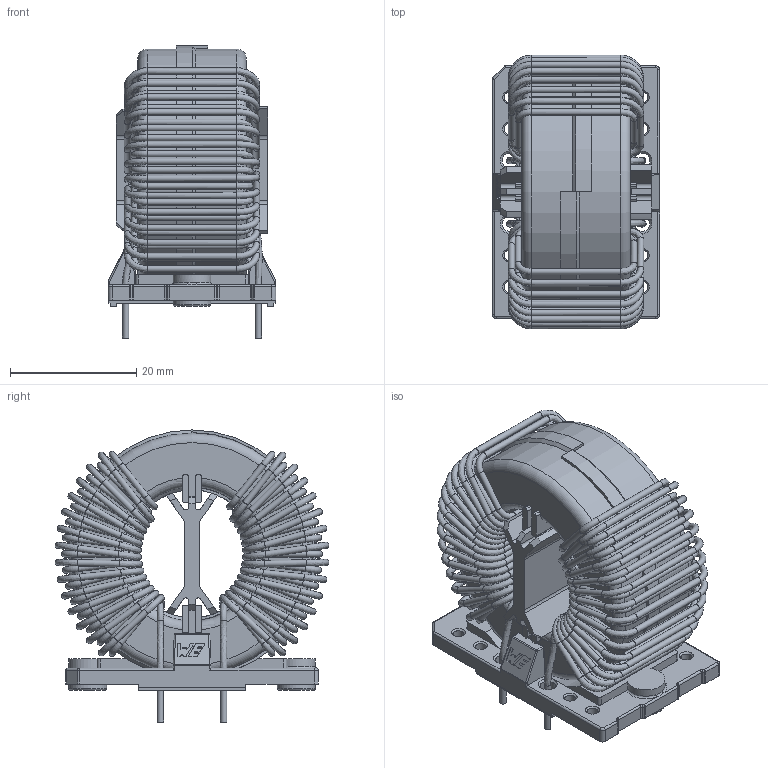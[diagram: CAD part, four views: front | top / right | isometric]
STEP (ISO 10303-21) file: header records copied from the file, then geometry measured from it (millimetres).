
FILE_DESCRIPTION(/* description */ ('Unknown'),/* implementation_level */ '2;1');
FILE_NAME(/* name */ 'L_Wurth_WE-CMBHV-XXL_744831016164',/* time_stamp */ '2025-09-08T17:28:13+08:00',/* author */ ('Unknown'),/* organization */ ('Unknown'),/* preprocessor_version */ 'ST-DEVELOPER v19.4',/* originating_system */ 'Solid Edge',/* authorisation */ 'Unknown');
FILE_SCHEMA (('AUTOMOTIVE_DESIGN {1 0 10303 214 3 1 1}'));
Length unit declared in the file: millimetre
Products named in the file (2): L_Wurth_WE-CMBHV-XXL_744831016164
Assembly tree (1 placements, depth 2):
  L_Wurth_WE-CMBHV-XXL_744831016164
    L_Wurth_WE-CMBHV-XXL_744831016164
Bounding box: 26.5 x 43.31 x 46.2 mm (x, y, z)
Volume: 11087.4 mm3; surface area: 25918.2 mm2
Topology: 6 solids, 6 shells, 892 faces, 2056 edges, 1186 vertices
Faces by surface type: cylinder 397, plane 193, torus 133, bspline 127, cone 24, sphere 18
Full cylindrical faces by diameter (mm): 1 x240, 1.7 x8, 2.4 x4, 6 x2, 22.85 x2, 36.6 x2, 38.2 x2
Entity records: 39046 total; most frequent: CARTESIAN_POINT 18374, DIRECTION 3360, ORIENTED_EDGE 3016, EDGE_CURVE 1508, EDGE_LOOP 1448, FACE_BOUND 1448, AXIS2_PLACEMENT_3D 1366, VERTEX_POINT 1156
